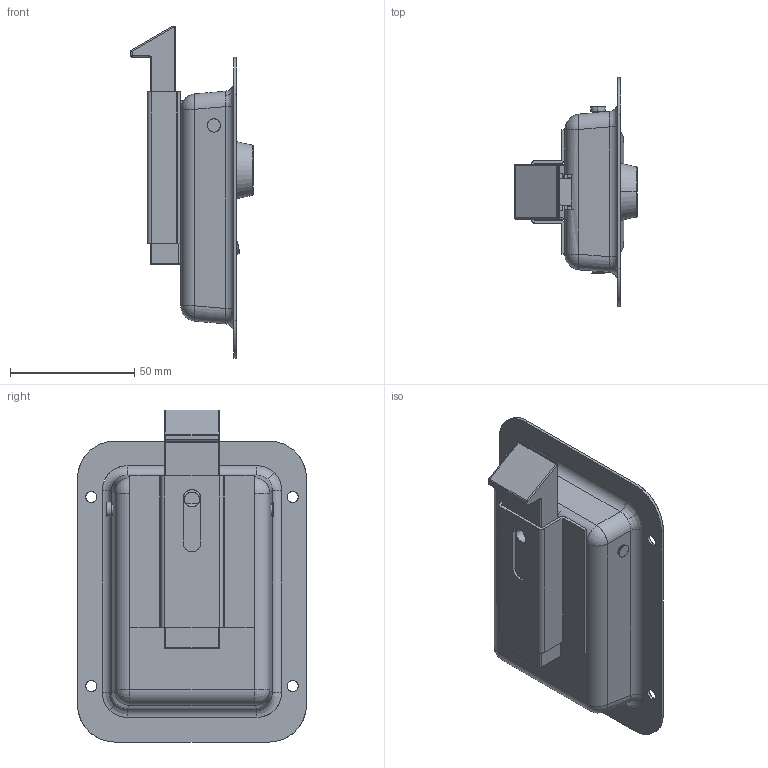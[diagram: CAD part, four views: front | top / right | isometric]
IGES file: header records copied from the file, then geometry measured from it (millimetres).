
Start section: SolidWorks IGES file using analytic representation for surfaces
Global section: file name: sone3D.IGS; native system: SolidWorks 2014; preprocessor: SolidWorks 2014; author: 0960ts; date: 171012.114117; units: millimetre
Bounding box: 49.2 x 92 x 133.5 mm (x, y, z)
Surface area: 65343.4 mm2 (no closed solid volume)
Topology: 0 solids, 0 shells, 343 faces, 4407 edges, 4395 vertices
Faces by surface type: revolution 174, bspline 169
